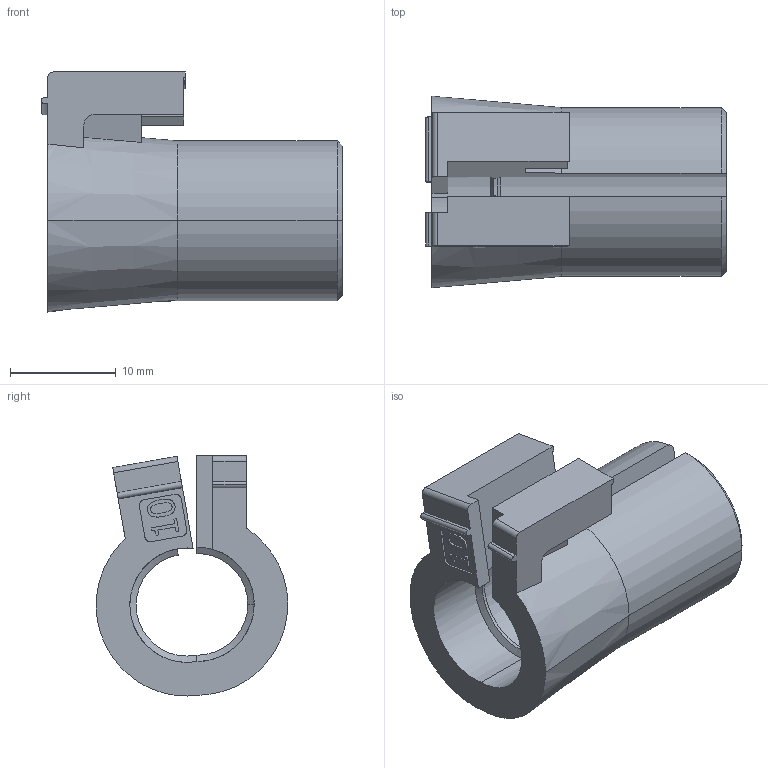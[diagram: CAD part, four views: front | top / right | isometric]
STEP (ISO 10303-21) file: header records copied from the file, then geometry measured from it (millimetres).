
FILE_DESCRIPTION (( 'STEP AP203' ), '1' );
FILE_NAME ('568351.step', '2019-11-21T17:35:00', ( '' ), ( '' ), 'SwSTEP 2.0', 'SolidWorks 2019', '' );
FILE_SCHEMA (( 'CONFIG_CONTROL_DESIGN' ));
Length unit declared in the file: inch
Products named in the file (1): 568351
Bounding box: 28.4 x 18.08 x 22.65 mm (x, y, z)
Volume: 3290.4 mm3; surface area: 3195.6 mm2
Topology: 1 solids, 1 shells, 102 faces, 280 edges, 184 vertices
Faces by surface type: plane 51, cylinder 26, bspline 13, cone 12
Entity records: 3694 total; most frequent: CARTESIAN_POINT 1191, ORIENTED_EDGE 560, DIRECTION 408, EDGE_CURVE 280, VERTEX_POINT 184, LINE 176, VECTOR 176, AXIS2_PLACEMENT_3D 116
